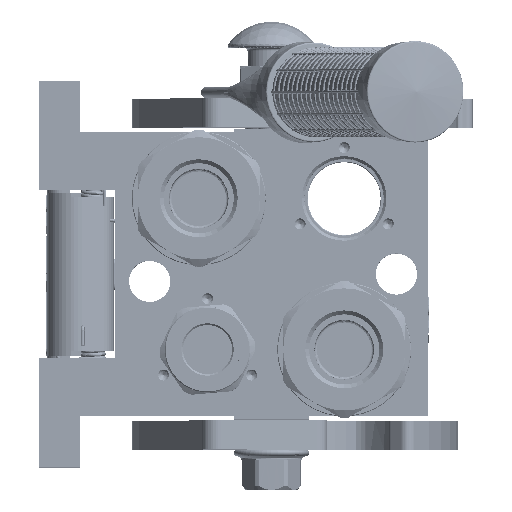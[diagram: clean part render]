
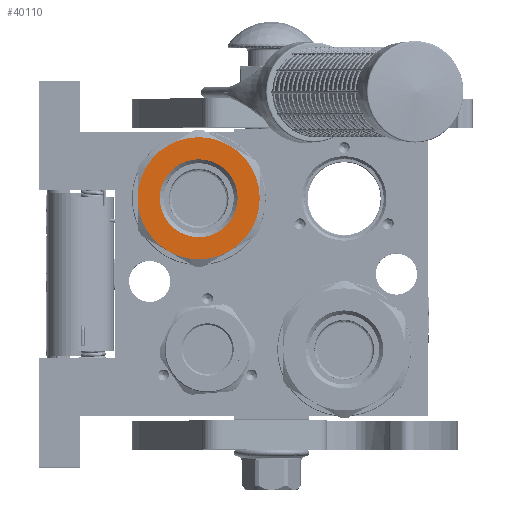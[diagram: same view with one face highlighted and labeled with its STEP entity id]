
A CAD part, top view. The second image highlights one B-rep face of the part: STEP entity #40110.
In plain terms, the highlighted face is planar.
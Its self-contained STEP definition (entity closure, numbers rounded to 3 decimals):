
#1482 = CARTESIAN_POINT ( 'NONE',  ( 100.6, 0., 0. ) ) ;
#3213 = DIRECTION ( 'NONE',  ( 1., 0., 0. ) ) ;
#4170 = VERTEX_POINT ( 'NONE', #145401 ) ;
#9733 = VERTEX_POINT ( 'NONE', #40014 ) ;
#11495 = CARTESIAN_POINT ( 'NONE',  ( 100.6, 10.5, 18.187 ) ) ;
#13582 = PLANE ( 'NONE',  #194437 ) ;
#14643 = DIRECTION ( 'NONE',  ( 0., -0.5, 0.866 ) ) ;
#14813 = CARTESIAN_POINT ( 'NONE',  ( 100.6, 21., 0. ) ) ;
#16900 = DIRECTION ( 'NONE',  ( 0., 0.5, 0.866 ) ) ;
#22675 = CARTESIAN_POINT ( 'NONE',  ( 100.6, 0., 0. ) ) ;
#23848 = DIRECTION ( 'NONE',  ( 0., -1., 0. ) ) ;
#31660 = DIRECTION ( 'NONE',  ( 0., 0.5, 0.866 ) ) ;
#40014 = CARTESIAN_POINT ( 'NONE',  ( 100.6, -10.5, -18.187 ) ) ;
#40110 = ADVANCED_FACE ( 'NONE', ( #166428, #58510 ), #13582, .F. ) ;
#42845 = EDGE_LOOP ( 'NONE', ( #178910, #161494 ) ) ;
#43840 = EDGE_CURVE ( 'NONE', #191143, #4170, #131861, .T. ) ;
#47248 = AXIS2_PLACEMENT_3D ( 'NONE', #161192, #62627, #143234 ) ;
#57601 = CARTESIAN_POINT ( 'NONE',  ( 100.6, 0., 21. ) ) ;
#58510 = FACE_BOUND ( 'NONE', #42845, .T. ) ;
#62627 = DIRECTION ( 'NONE',  ( -1., 0., 0. ) ) ;
#66075 = DIRECTION ( 'NONE',  ( -1., 0., 0. ) ) ;
#66520 = EDGE_CURVE ( 'NONE', #4170, #191143, #194075, .T. ) ;
#66528 = CIRCLE ( 'NONE', #155660, 21. ) ;
#68011 = CARTESIAN_POINT ( 'NONE',  ( 100.6, -10.5, 18.187 ) ) ;
#70356 = CIRCLE ( 'NONE', #142127, 21. ) ;
#70647 = DIRECTION ( 'NONE',  ( 1., 0., 0. ) ) ;
#75995 = AXIS2_PLACEMENT_3D ( 'NONE', #146243, #130387, #112450 ) ;
#81267 = CARTESIAN_POINT ( 'NONE',  ( 100.6, 0., 0. ) ) ;
#81415 = EDGE_CURVE ( 'NONE', #192838, #211368, #194622, .T. ) ;
#85020 = DIRECTION ( 'NONE',  ( -1., 0., 0. ) ) ;
#86617 = EDGE_CURVE ( 'NONE', #9733, #146554, #172385, .T. ) ;
#90237 = CIRCLE ( 'NONE', #185503, 21. ) ;
#95137 = AXIS2_PLACEMENT_3D ( 'NONE', #166560, #3213, #16900 ) ;
#96927 = VERTEX_POINT ( 'NONE', #14813 ) ;
#98589 = CARTESIAN_POINT ( 'NONE',  ( 100.6, 0., 0. ) ) ;
#99580 = ORIENTED_EDGE ( 'NONE', *, *, #141589, .F. ) ;
#101436 = ORIENTED_EDGE ( 'NONE', *, *, #164870, .F. ) ;
#106452 = ORIENTED_EDGE ( 'NONE', *, *, #86617, .T. ) ;
#107846 = EDGE_CURVE ( 'NONE', #160610, #166408, #90237, .T. ) ;
#112450 = DIRECTION ( 'NONE',  ( 0., -0.5, -0.866 ) ) ;
#116577 = DIRECTION ( 'NONE',  ( 0., 1., 0. ) ) ;
#122778 = CARTESIAN_POINT ( 'NONE',  ( 100.6, -21., 0. ) ) ;
#130387 = DIRECTION ( 'NONE',  ( 1., 0., 0. ) ) ;
#130470 = CARTESIAN_POINT ( 'NONE',  ( 100.6, 0., 0. ) ) ;
#131861 = CIRCLE ( 'NONE', #171403, 13.4 ) ;
#133088 = DIRECTION ( 'NONE',  ( -1., 0., 0. ) ) ;
#141589 = EDGE_CURVE ( 'NONE', #96927, #146554, #70356, .T. ) ;
#142127 = AXIS2_PLACEMENT_3D ( 'NONE', #1482, #85020, #199380 ) ;
#143234 = DIRECTION ( 'NONE',  ( 0., -1., 0. ) ) ;
#143718 = AXIS2_PLACEMENT_3D ( 'NONE', #205210, #70647, #23848 ) ;
#145401 = CARTESIAN_POINT ( 'NONE',  ( 100.6, -13.4, 0. ) ) ;
#146016 = DIRECTION ( 'NONE',  ( -1., 0., 0. ) ) ;
#146243 = CARTESIAN_POINT ( 'NONE',  ( 100.6, 0., 0. ) ) ;
#146509 = ORIENTED_EDGE ( 'NONE', *, *, #107846, .T. ) ;
#146554 = VERTEX_POINT ( 'NONE', #154604 ) ;
#148773 = DIRECTION ( 'NONE',  ( 0., 0., 1. ) ) ;
#148944 = CARTESIAN_POINT ( 'NONE',  ( 100.6, 0., 0. ) ) ;
#153460 = CARTESIAN_POINT ( 'NONE',  ( 100.6, 13.4, 0. ) ) ;
#153912 = EDGE_CURVE ( 'NONE', #211368, #160610, #156334, .T. ) ;
#154604 = CARTESIAN_POINT ( 'NONE',  ( 100.6, 10.5, -18.187 ) ) ;
#155660 = AXIS2_PLACEMENT_3D ( 'NONE', #98589, #146016, #31660 ) ;
#156334 = CIRCLE ( 'NONE', #95137, 21. ) ;
#156508 = EDGE_LOOP ( 'NONE', ( #146509, #167897, #106452, #99580, #101436, #186246, #156668 ) ) ;
#156668 = ORIENTED_EDGE ( 'NONE', *, *, #153912, .T. ) ;
#160610 = VERTEX_POINT ( 'NONE', #68011 ) ;
#161192 = CARTESIAN_POINT ( 'NONE',  ( 100.6, 0., 0. ) ) ;
#161494 = ORIENTED_EDGE ( 'NONE', *, *, #43840, .T. ) ;
#164870 = EDGE_CURVE ( 'NONE', #192838, #96927, #66528, .T. ) ;
#166408 = VERTEX_POINT ( 'NONE', #122778 ) ;
#166428 = FACE_OUTER_BOUND ( 'NONE', #156508, .T. ) ;
#166560 = CARTESIAN_POINT ( 'NONE',  ( 100.6, 0., 0. ) ) ;
#167897 = ORIENTED_EDGE ( 'NONE', *, *, #192674, .T. ) ;
#169459 = DIRECTION ( 'NONE',  ( 1., 0., 0. ) ) ;
#170149 = DIRECTION ( 'NONE',  ( 0., 0.5, 0.866 ) ) ;
#171403 = AXIS2_PLACEMENT_3D ( 'NONE', #148944, #133088, #116577 ) ;
#172385 = CIRCLE ( 'NONE', #75995, 21. ) ;
#178703 = DIRECTION ( 'NONE',  ( 1., 0., 0. ) ) ;
#178910 = ORIENTED_EDGE ( 'NONE', *, *, #66520, .T. ) ;
#185503 = AXIS2_PLACEMENT_3D ( 'NONE', #130470, #178703, #14643 ) ;
#186246 = ORIENTED_EDGE ( 'NONE', *, *, #81415, .T. ) ;
#188407 = AXIS2_PLACEMENT_3D ( 'NONE', #22675, #169459, #170149 ) ;
#191143 = VERTEX_POINT ( 'NONE', #153460 ) ;
#192674 = EDGE_CURVE ( 'NONE', #166408, #9733, #200110, .T. ) ;
#192838 = VERTEX_POINT ( 'NONE', #11495 ) ;
#194075 = CIRCLE ( 'NONE', #47248, 13.4 ) ;
#194437 = AXIS2_PLACEMENT_3D ( 'NONE', #81267, #66075, #148773 ) ;
#194622 = CIRCLE ( 'NONE', #188407, 21. ) ;
#199380 = DIRECTION ( 'NONE',  ( 0., 1., 0. ) ) ;
#200110 = CIRCLE ( 'NONE', #143718, 21. ) ;
#205210 = CARTESIAN_POINT ( 'NONE',  ( 100.6, 0., 0. ) ) ;
#211368 = VERTEX_POINT ( 'NONE', #57601 ) ;
